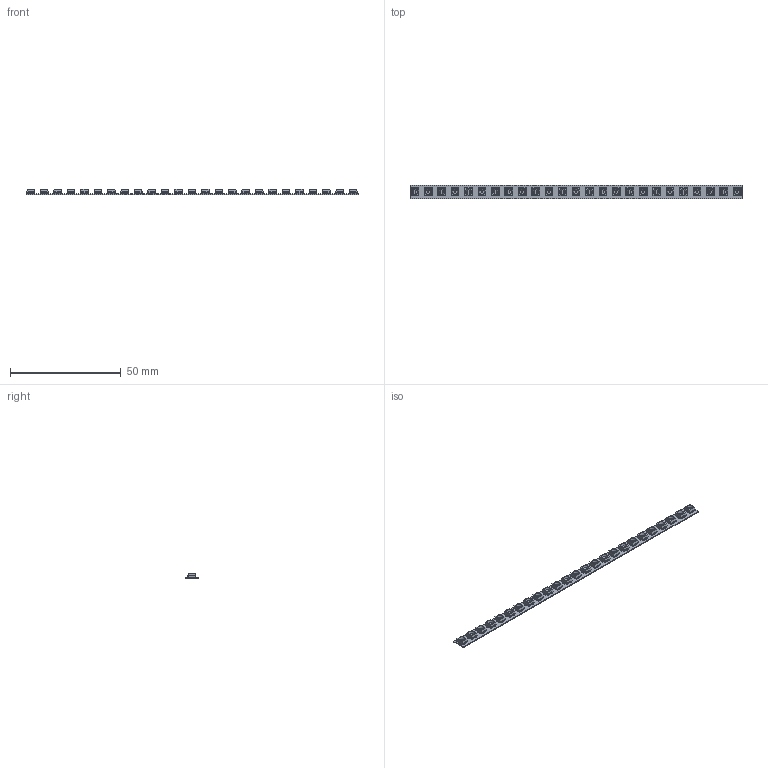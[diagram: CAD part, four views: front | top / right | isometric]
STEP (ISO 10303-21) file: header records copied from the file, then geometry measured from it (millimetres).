
FILE_DESCRIPTION(('Open CASCADE Model'),'2;1');
FILE_NAME('Open CASCADE Shape Model','2023-05-26T00:41:35',('Author'),( 'Open CASCADE'),'Open CASCADE STEP processor 6.8','Open CASCADE 6.8' ,'Unknown');
FILE_SCHEMA(('AUTOMOTIVE_DESIGN { 1 0 10303 214 1 1 1 1 }'));
Length unit declared in the file: millimetre
Products named in the file (1): PCB
Bounding box: 150 x 6 x 2.32 mm (x, y, z)
Volume: 790.2 mm3; surface area: 3664.7 mm2
Topology: 151 solids, 151 shells, 1706 faces, 4037 edges, 2658 vertices
Faces by surface type: plane 1481, cylinder 200, cone 25
Entity records: 49078 total; most frequent: CARTESIAN_POINT 8427, ORIENTED_EDGE 8074, DIRECTION 7876, EDGE_CURVE 4037, LINE 3562, VECTOR 3562, VERTEX_POINT 2658, AXIS2_PLACEMENT_3D 2157
